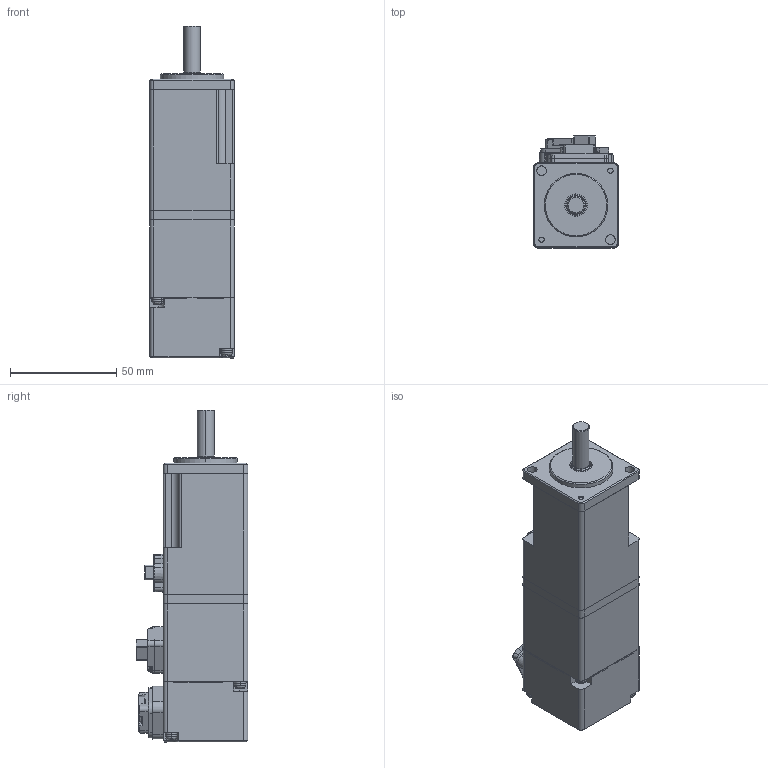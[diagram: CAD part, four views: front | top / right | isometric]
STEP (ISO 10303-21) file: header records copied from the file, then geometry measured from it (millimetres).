
FILE_DESCRIPTION (( 'STEP AP214' ), '1' );
FILE_NAME ('APMC-FAL01AM8N2-8-AD.STEP', '2024-03-25T18:04:11', ( '' ), ( '' ), 'SwSTEP 2.0', 'SolidWorks 2021', '' );
FILE_SCHEMA (( 'AUTOMOTIVE_DESIGN' ));
Length unit declared in the file: inch
Products named in the file (1): APMC-FAL01AM8N2-8-AD
Bounding box: 40 x 52.8 x 156.6 mm (x, y, z)
Volume: 215302.4 mm3; surface area: 55052.8 mm2
Topology: 33 solids, 33 shells, 1610 faces, 4221 edges, 2746 vertices
Faces by surface type: plane 985, cylinder 429, bspline 100, cone 71, torus 17, sphere 8
Entity records: 53440 total; most frequent: CARTESIAN_POINT 13494, ORIENTED_EDGE 8442, DIRECTION 7811, EDGE_CURVE 4221, LINE 2825, VECTOR 2825, VERTEX_POINT 2746, AXIS2_PLACEMENT_3D 2493
